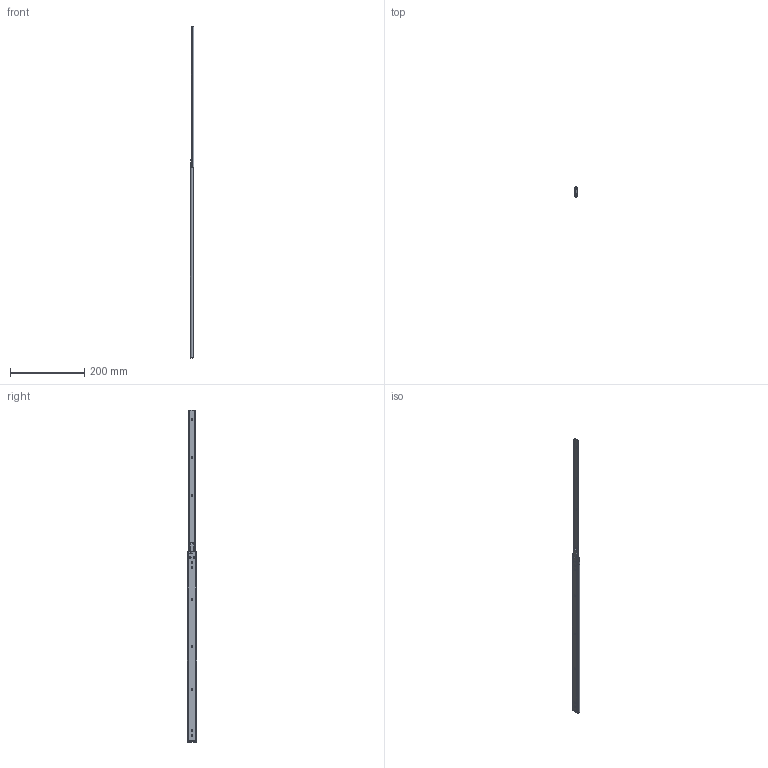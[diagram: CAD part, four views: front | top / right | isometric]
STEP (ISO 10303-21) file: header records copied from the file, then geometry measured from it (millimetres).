
FILE_DESCRIPTION (( 'STEP AP203' ), '1' );
FILE_NAME ('U2725-20.STEP', '2021-01-29T04:53:55', ( '' ), ( '' ), 'SwSTEP 2.0', 'SolidWorks 2019', '' );
FILE_SCHEMA (( 'CONFIG_CONTROL_DESIGN' ));
Length unit declared in the file: millimetre
Products named in the file (7): SBP806 リードイン; SBP807（バネ圧縮）; U2725-20; PN101リベット; SBP804; U2725-20 IM ; U2725-20 OM 
Assembly tree (7 placements, depth 2):
  U2725-20
    U2725-20 OM 
    SBP806 リードイン
    SBP804
    U2725-20 IM 
    SBP807（バネ圧縮）
    PN101リベット  x2
Bounding box: 9.5 x 26.8 x 891.6 mm (x, y, z)
Volume: 48785.4 mm3; surface area: 70016.9 mm2
Topology: 7 solids, 7 shells, 277 faces, 735 edges, 474 vertices
Faces by surface type: cylinder 141, plane 120, sphere 8, torus 4, bspline 4
Entity records: 9644 total; most frequent: CARTESIAN_POINT 1949, DIRECTION 1497, ORIENTED_EDGE 1430, EDGE_CURVE 715, AXIS2_PLACEMENT_3D 552, VERTEX_POINT 466, VECTOR 393, LINE 393
